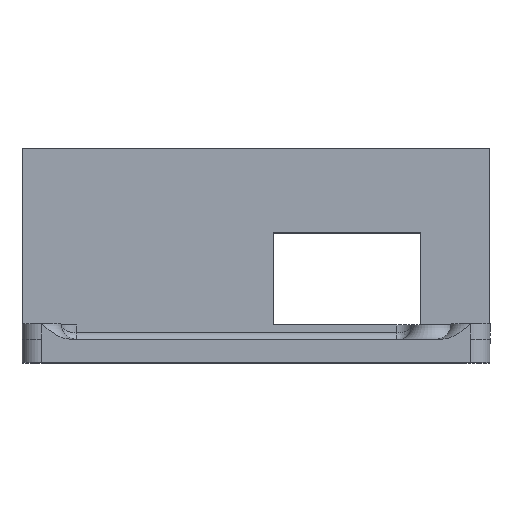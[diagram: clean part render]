
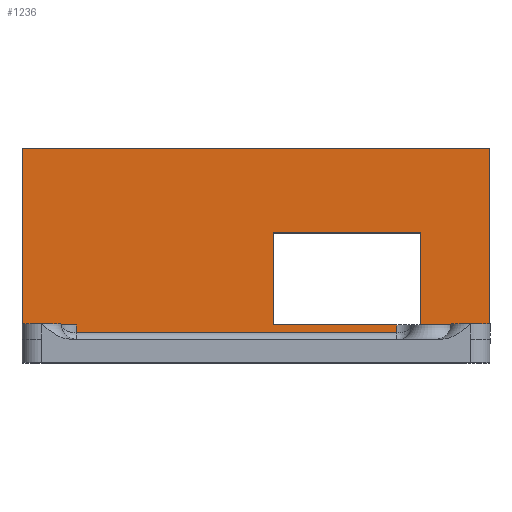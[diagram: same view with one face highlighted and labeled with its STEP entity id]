
A CAD part, top view. The second image highlights one B-rep face of the part: STEP entity #1236.
In plain terms, the highlighted planar face has unit normal (0, 0, 1).
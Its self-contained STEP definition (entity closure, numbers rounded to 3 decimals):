
#3 = CARTESIAN_POINT ( 'NONE',  ( 27.42, 4., -44.5 ) ) ;
#23 = VERTEX_POINT ( 'NONE', #1953 ) ;
#69 = DIRECTION ( 'NONE',  ( 0., -1., 0. ) ) ;
#94 = LINE ( 'NONE', #493, #286 ) ;
#108 = CARTESIAN_POINT ( 'NONE',  ( 30.5, 4., -44.5 ) ) ;
#110 = CARTESIAN_POINT ( 'NONE',  ( 27.42, 4., -44.5 ) ) ;
#124 = CARTESIAN_POINT ( 'NONE',  ( 18.34, 5., -44.5 ) ) ;
#165 = VERTEX_POINT ( 'NONE', #922 ) ;
#190 = EDGE_LOOP ( 'NONE', ( #1344, #1491, #1277, #1450, #1040, #872, #748, #792, #1370, #864, #1599, #721, #1591, #252 ) ) ;
#252 = ORIENTED_EDGE ( 'NONE', *, *, #392, .T. ) ;
#257 = LINE ( 'NONE', #1192, #951 ) ;
#264 = VECTOR ( 'NONE', #278, 1000. ) ;
#275 = CARTESIAN_POINT ( 'NONE',  ( 20.34, 5., -44.5 ) ) ;
#278 = DIRECTION ( 'NONE',  ( -1., 0., 0. ) ) ;
#281 = AXIS2_PLACEMENT_3D ( 'NONE', #352, #1400, #1268 ) ;
#286 = VECTOR ( 'NONE', #1860, 1000. ) ;
#303 = VECTOR ( 'NONE', #69, 1000. ) ;
#331 = EDGE_CURVE ( 'NONE', #1394, #1761, #1469, .T. ) ;
#352 = CARTESIAN_POINT ( 'NONE',  ( -30.5, 28., -44.5 ) ) ;
#370 = CARTESIAN_POINT ( 'NONE',  ( 30.5, 28., -44.5 ) ) ;
#391 = CARTESIAN_POINT ( 'NONE',  ( 18.34, 5., -44.5 ) ) ;
#392 = EDGE_CURVE ( 'NONE', #935, #1761, #403, .T. ) ;
#403 = LINE ( 'NONE', #1908, #789 ) ;
#405 = DIRECTION ( 'NONE',  ( 1., 0., 0. ) ) ;
#409 = CARTESIAN_POINT ( 'NONE',  ( 2.25, 17., -44.5 ) ) ;
#436 = EDGE_CURVE ( 'NONE', #935, #840, #835, .T. ) ;
#450 = VECTOR ( 'NONE', #1274, 1000. ) ;
#461 = CARTESIAN_POINT ( 'NONE',  ( 30.5, 28., -44.5 ) ) ;
#474 = VERTEX_POINT ( 'NONE', #110 ) ;
#493 = CARTESIAN_POINT ( 'NONE',  ( 21.5, 5., -44.5 ) ) ;
#521 = CARTESIAN_POINT ( 'NONE',  ( -30.5, 5., -44.5 ) ) ;
#564 = VECTOR ( 'NONE', #1583, 1000. ) ;
#570 = VERTEX_POINT ( 'NONE', #1046 ) ;
#574 = EDGE_CURVE ( 'NONE', #1394, #1803, #1077, .T. ) ;
#586 = LINE ( 'NONE', #1475, #1184 ) ;
#633 = VECTOR ( 'NONE', #1492, 1000. ) ;
#685 = EDGE_CURVE ( 'NONE', #1785, #165, #716, .T. ) ;
#703 = VERTEX_POINT ( 'NONE', #391 ) ;
#716 = LINE ( 'NONE', #982, #303 ) ;
#721 = ORIENTED_EDGE ( 'NONE', *, *, #1244, .F. ) ;
#725 = CARTESIAN_POINT ( 'NONE',  ( 21.5, 17., -44.5 ) ) ;
#729 = VERTEX_POINT ( 'NONE', #1624 ) ;
#745 = LINE ( 'NONE', #275, #264 ) ;
#748 = ORIENTED_EDGE ( 'NONE', *, *, #997, .F. ) ;
#789 = VECTOR ( 'NONE', #852, 1000. ) ;
#792 = ORIENTED_EDGE ( 'NONE', *, *, #902, .F. ) ;
#807 = LINE ( 'NONE', #725, #1934 ) ;
#819 = LINE ( 'NONE', #370, #450 ) ;
#835 = LINE ( 'NONE', #995, #1195 ) ;
#840 = VERTEX_POINT ( 'NONE', #461 ) ;
#852 = DIRECTION ( 'NONE',  ( 0., -1., 0. ) ) ;
#856 = DIRECTION ( 'NONE',  ( 1., 0., 0. ) ) ;
#864 = ORIENTED_EDGE ( 'NONE', *, *, #1345, .T. ) ;
#872 = ORIENTED_EDGE ( 'NONE', *, *, #685, .F. ) ;
#877 = DIRECTION ( 'NONE',  ( -1., 0., 0. ) ) ;
#884 = CARTESIAN_POINT ( 'NONE',  ( -30.5, 28., -44.5 ) ) ;
#901 = DIRECTION ( 'NONE',  ( 0., -1., 0. ) ) ;
#902 = EDGE_CURVE ( 'NONE', #729, #23, #257, .T. ) ;
#909 = DIRECTION ( 'NONE',  ( 0., 1., 0. ) ) ;
#922 = CARTESIAN_POINT ( 'NONE',  ( 2.25, 5., -44.5 ) ) ;
#932 = CARTESIAN_POINT ( 'NONE',  ( -23.42, 5., -44.5 ) ) ;
#935 = VERTEX_POINT ( 'NONE', #884 ) ;
#951 = VECTOR ( 'NONE', #909, 1000. ) ;
#970 = VECTOR ( 'NONE', #1677, 1000. ) ;
#982 = CARTESIAN_POINT ( 'NONE',  ( 2.25, 5., -44.5 ) ) ;
#995 = CARTESIAN_POINT ( 'NONE',  ( -30.5, 28., -44.5 ) ) ;
#997 = EDGE_CURVE ( 'NONE', #23, #1785, #807, .T. ) ;
#1011 = CARTESIAN_POINT ( 'NONE',  ( -23.42, 4., -44.5 ) ) ;
#1040 = ORIENTED_EDGE ( 'NONE', *, *, #1242, .F. ) ;
#1046 = CARTESIAN_POINT ( 'NONE',  ( 18.34, 4., -44.5 ) ) ;
#1077 = LINE ( 'NONE', #1386, #1340 ) ;
#1184 = VECTOR ( 'NONE', #856, 1000. ) ;
#1192 = CARTESIAN_POINT ( 'NONE',  ( 21.5, 5., -44.5 ) ) ;
#1195 = VECTOR ( 'NONE', #405, 1000. ) ;
#1236 = ADVANCED_FACE ( 'NONE', ( #1730 ), #1430, .F. ) ;
#1242 = EDGE_CURVE ( 'NONE', #165, #703, #94, .T. ) ;
#1244 = EDGE_CURVE ( 'NONE', #840, #1690, #819, .T. ) ;
#1268 = DIRECTION ( 'NONE',  ( -1., 0., 0. ) ) ;
#1274 = DIRECTION ( 'NONE',  ( 0., -1., 0. ) ) ;
#1277 = ORIENTED_EDGE ( 'NONE', *, *, #1800, .T. ) ;
#1340 = VECTOR ( 'NONE', #901, 1000. ) ;
#1344 = ORIENTED_EDGE ( 'NONE', *, *, #331, .F. ) ;
#1345 = EDGE_CURVE ( 'NONE', #1401, #474, #1879, .T. ) ;
#1370 = ORIENTED_EDGE ( 'NONE', *, *, #1753, .F. ) ;
#1386 = CARTESIAN_POINT ( 'NONE',  ( -23.42, 4., -44.5 ) ) ;
#1394 = VERTEX_POINT ( 'NONE', #932 ) ;
#1400 = DIRECTION ( 'NONE',  ( 0., 0., -1. ) ) ;
#1401 = VERTEX_POINT ( 'NONE', #1528 ) ;
#1403 = LINE ( 'NONE', #1756, #1968 ) ;
#1426 = LINE ( 'NONE', #124, #633 ) ;
#1430 = PLANE ( 'NONE',  #281 ) ;
#1450 = ORIENTED_EDGE ( 'NONE', *, *, #1715, .T. ) ;
#1469 = LINE ( 'NONE', #521, #564 ) ;
#1475 = CARTESIAN_POINT ( 'NONE',  ( 20.34, 4., -44.5 ) ) ;
#1491 = ORIENTED_EDGE ( 'NONE', *, *, #574, .T. ) ;
#1492 = DIRECTION ( 'NONE',  ( 0., 1., 0. ) ) ;
#1528 = CARTESIAN_POINT ( 'NONE',  ( 27.42, 5., -44.5 ) ) ;
#1583 = DIRECTION ( 'NONE',  ( -1., 0., 0. ) ) ;
#1591 = ORIENTED_EDGE ( 'NONE', *, *, #436, .F. ) ;
#1594 = EDGE_CURVE ( 'NONE', #474, #1690, #1403, .T. ) ;
#1597 = DIRECTION ( 'NONE',  ( 1., 0., 0. ) ) ;
#1599 = ORIENTED_EDGE ( 'NONE', *, *, #1594, .T. ) ;
#1624 = CARTESIAN_POINT ( 'NONE',  ( 21.5, 5., -44.5 ) ) ;
#1647 = CARTESIAN_POINT ( 'NONE',  ( -30.5, 5., -44.5 ) ) ;
#1677 = DIRECTION ( 'NONE',  ( 0., -1., 0. ) ) ;
#1690 = VERTEX_POINT ( 'NONE', #108 ) ;
#1715 = EDGE_CURVE ( 'NONE', #570, #703, #1426, .T. ) ;
#1730 = FACE_OUTER_BOUND ( 'NONE', #190, .T. ) ;
#1753 = EDGE_CURVE ( 'NONE', #1401, #729, #745, .T. ) ;
#1756 = CARTESIAN_POINT ( 'NONE',  ( 30.5, 4., -44.5 ) ) ;
#1761 = VERTEX_POINT ( 'NONE', #1647 ) ;
#1785 = VERTEX_POINT ( 'NONE', #409 ) ;
#1800 = EDGE_CURVE ( 'NONE', #1803, #570, #586, .T. ) ;
#1803 = VERTEX_POINT ( 'NONE', #1011 ) ;
#1860 = DIRECTION ( 'NONE',  ( 1., 0., 0. ) ) ;
#1879 = LINE ( 'NONE', #3, #970 ) ;
#1908 = CARTESIAN_POINT ( 'NONE',  ( -30.5, 28., -44.5 ) ) ;
#1934 = VECTOR ( 'NONE', #877, 1000. ) ;
#1953 = CARTESIAN_POINT ( 'NONE',  ( 21.5, 17., -44.5 ) ) ;
#1968 = VECTOR ( 'NONE', #1597, 1000. ) ;
